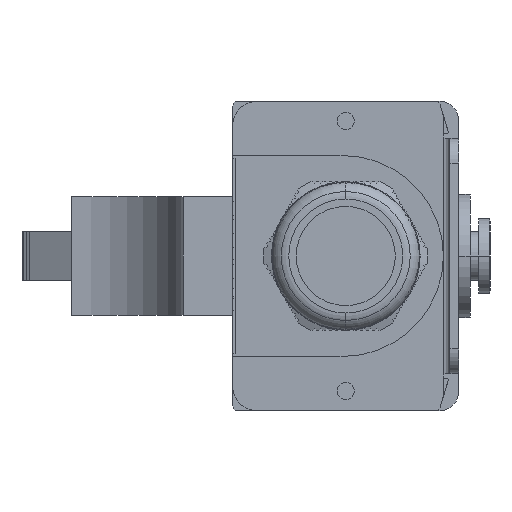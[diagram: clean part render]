
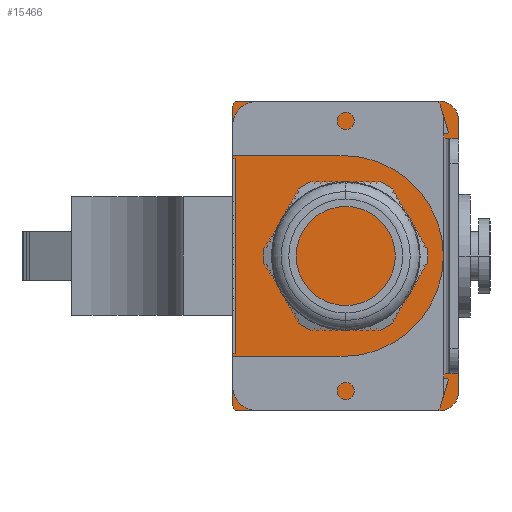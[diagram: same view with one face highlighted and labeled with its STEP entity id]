
A CAD part, left-side view. The second image highlights one B-rep face of the part: STEP entity #15466.
In plain terms, the highlighted planar face has unit normal (-1, 0, 0).
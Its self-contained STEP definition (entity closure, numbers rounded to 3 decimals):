
#1=DIRECTION('',(0.,-1.,0.));
#2=VECTOR('',#1,40.6);
#3=CARTESIAN_POINT('',(0.,44.6,31.25));
#4=LINE('',#3,#2);
#5=CARTESIAN_POINT('',(0.,4.,27.25));
#6=DIRECTION('',(1.,0.,0.));
#7=DIRECTION('',(0.,0.,1.));
#8=AXIS2_PLACEMENT_3D('',#5,#6,#7);
#10=DIRECTION('',(0.,0.,-1.));
#11=VECTOR('',#10,54.5);
#12=CARTESIAN_POINT('',(0.,0.,27.25));
#13=LINE('',#12,#11);
#14=CARTESIAN_POINT('',(0.,4.,-27.25));
#15=DIRECTION('',(1.,0.,0.));
#16=DIRECTION('',(0.,-1.,0.));
#17=AXIS2_PLACEMENT_3D('',#14,#15,#16);
#19=DIRECTION('',(0.,1.,0.));
#20=VECTOR('',#19,40.6);
#21=CARTESIAN_POINT('',(0.,4.,-31.25));
#22=LINE('',#21,#20);
#23=DIRECTION('',(0.,0.,1.));
#24=VECTOR('',#23,10.6);
#25=CARTESIAN_POINT('',(0.,45.6,-30.25));
#26=LINE('',#25,#24);
#27=DIRECTION('',(0.,-1.,0.));
#28=VECTOR('',#27,0.5);
#29=CARTESIAN_POINT('',(0.,45.6,-19.65));
#30=LINE('',#29,#28);
#31=DIRECTION('',(0.,0.,-1.));
#32=VECTOR('',#31,39.3);
#33=CARTESIAN_POINT('',(0.,45.1,19.65));
#34=LINE('',#33,#32);
#35=DIRECTION('',(0.,-1.,0.));
#36=VECTOR('',#35,0.5);
#37=CARTESIAN_POINT('',(0.,45.6,19.65));
#38=LINE('',#37,#36);
#39=DIRECTION('',(0.,0.,1.));
#40=VECTOR('',#39,10.6);
#41=CARTESIAN_POINT('',(0.,45.6,19.65));
#42=LINE('',#41,#40);
#56=CARTESIAN_POINT('',(0.,44.6,30.25));
#57=DIRECTION('',(-1.,0.,0.));
#58=DIRECTION('',(0.,0.,1.));
#59=AXIS2_PLACEMENT_3D('',#56,#57,#58);
#11414=CARTESIAN_POINT('',(0.,44.6,-30.25));
#11415=DIRECTION('',(-1.,0.,0.));
#11416=DIRECTION('',(0.,1.,0.));
#11417=AXIS2_PLACEMENT_3D('',#11414,#11415,#11416);
#11859=CARTESIAN_POINT('',(0.,4.,31.25));
#11860=CARTESIAN_POINT('',(0.,0.,27.25));
#11861=VERTEX_POINT('',#11859);
#11862=VERTEX_POINT('',#11860);
#11863=CARTESIAN_POINT('',(0.,0.,-27.25));
#11864=VERTEX_POINT('',#11863);
#11865=CARTESIAN_POINT('',(0.,4.,-31.25));
#11866=VERTEX_POINT('',#11865);
#11879=CARTESIAN_POINT('',(0.,45.1,19.65));
#11880=CARTESIAN_POINT('',(0.,45.1,-19.65));
#11881=VERTEX_POINT('',#11879);
#11882=VERTEX_POINT('',#11880);
#11883=CARTESIAN_POINT('',(0.,45.6,19.65));
#11884=VERTEX_POINT('',#11883);
#11885=CARTESIAN_POINT('',(0.,45.6,-19.65));
#11886=VERTEX_POINT('',#11885);
#12300=CARTESIAN_POINT('',(0.,45.6,30.25));
#12302=VERTEX_POINT('',#12300);
#12305=CARTESIAN_POINT('',(0.,44.6,31.25));
#12306=VERTEX_POINT('',#12305);
#12308=CARTESIAN_POINT('',(0.,44.6,-31.25));
#12310=VERTEX_POINT('',#12308);
#12313=CARTESIAN_POINT('',(0.,45.6,-30.25));
#12314=VERTEX_POINT('',#12313);
#15435=CARTESIAN_POINT('',(0.,0.,0.));
#15436=DIRECTION('',(1.,0.,0.));
#15437=DIRECTION('',(0.,0.,-1.));
#15438=AXIS2_PLACEMENT_3D('',#15435,#15436,#15437);
#15439=PLANE('',#15438);
#15441=ORIENTED_EDGE('',*,*,#15440,.F.);
#15443=ORIENTED_EDGE('',*,*,#15442,.T.);
#15445=ORIENTED_EDGE('',*,*,#15444,.T.);
#15447=ORIENTED_EDGE('',*,*,#15446,.T.);
#15449=ORIENTED_EDGE('',*,*,#15448,.T.);
#15451=ORIENTED_EDGE('',*,*,#15450,.T.);
#15453=ORIENTED_EDGE('',*,*,#15452,.F.);
#15455=ORIENTED_EDGE('',*,*,#15454,.T.);
#15457=ORIENTED_EDGE('',*,*,#15456,.T.);
#15459=ORIENTED_EDGE('',*,*,#15458,.F.);
#15461=ORIENTED_EDGE('',*,*,#15460,.F.);
#15463=ORIENTED_EDGE('',*,*,#15462,.T.);
#15464=EDGE_LOOP('',(#15441,#15443,#15445,#15447,#15449,#15451,#15453,#15455,
#15457,#15459,#15461,#15463));
#15465=FACE_OUTER_BOUND('',#15464,.F.);
#15466=ADVANCED_FACE('',(#15465),#15439,.F.);
#9=CIRCLE('',#8,4.);
#18=CIRCLE('',#17,4.);
#60=CIRCLE('',#59,1.);
#11418=CIRCLE('',#11417,1.);
#15440=EDGE_CURVE('',#12306,#12302,#60,.T.);
#15442=EDGE_CURVE('',#12306,#11861,#4,.T.);
#15444=EDGE_CURVE('',#11861,#11862,#9,.T.);
#15446=EDGE_CURVE('',#11862,#11864,#13,.T.);
#15448=EDGE_CURVE('',#11864,#11866,#18,.T.);
#15450=EDGE_CURVE('',#11866,#12310,#22,.T.);
#15452=EDGE_CURVE('',#12314,#12310,#11418,.T.);
#15454=EDGE_CURVE('',#12314,#11886,#26,.T.);
#15456=EDGE_CURVE('',#11886,#11882,#30,.T.);
#15458=EDGE_CURVE('',#11881,#11882,#34,.T.);
#15460=EDGE_CURVE('',#11884,#11881,#38,.T.);
#15462=EDGE_CURVE('',#11884,#12302,#42,.T.);
